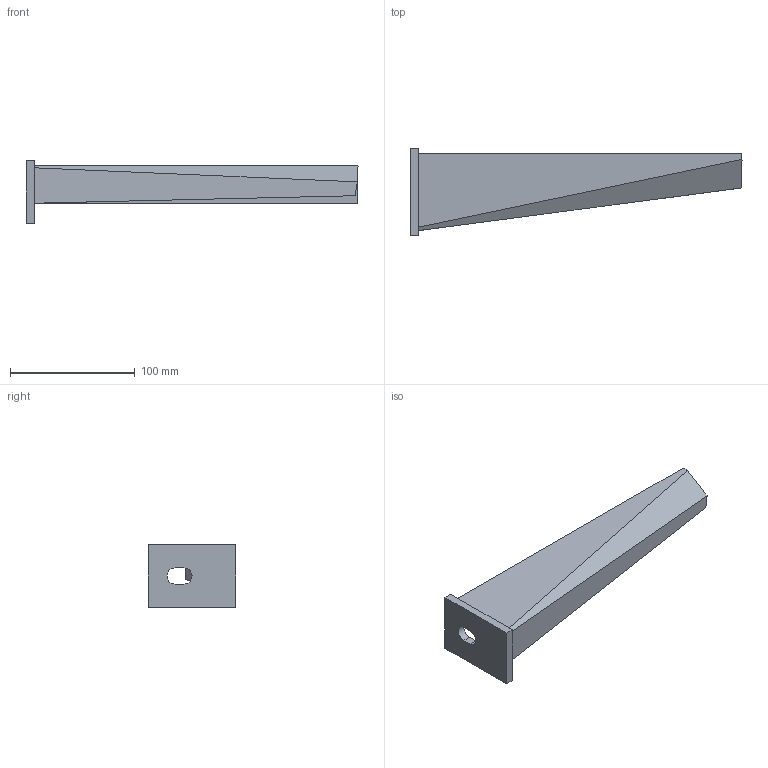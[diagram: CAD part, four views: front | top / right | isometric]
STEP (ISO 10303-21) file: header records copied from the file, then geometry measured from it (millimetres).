
FILE_DESCRIPTION (( 'STEP AP214' ), '1' );
FILE_NAME ('6419739.stp', '2020-09-21T12:23:05', ( '' ), ( '' ), 'SwSTEP 2.0', 'SolidWorks 2020', '' );
FILE_SCHEMA (( 'AUTOMOTIVE_DESIGN' ));
Length unit declared in the file: millimetre
Products named in the file (3): 6419739; KTS 04.020-006_L=70, t=6,5, L.loch=13; 140173_Standard
Assembly tree (2 placements, depth 2):
  6419739
    140173_Standard
    KTS 04.020-006_L=70, t=6,5, L.loch=13
Bounding box: 266.6 x 70 x 50 mm (x, y, z)
Volume: 64640.4 mm3; surface area: 56253.1 mm2
Topology: 2 solids, 2 shells, 50 faces, 138 edges, 92 vertices
Faces by surface type: plane 35, cylinder 11, bspline 4
Entity records: 1770 total; most frequent: CARTESIAN_POINT 405, ORIENTED_EDGE 276, DIRECTION 238, EDGE_CURVE 138, VERTEX_POINT 92, LINE 92, VECTOR 92, AXIS2_PLACEMENT_3D 73
